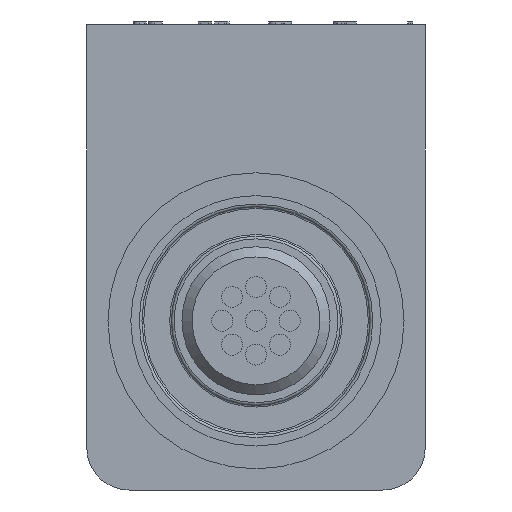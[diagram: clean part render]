
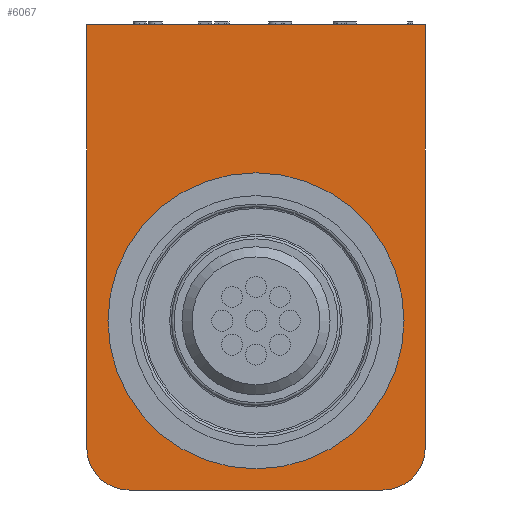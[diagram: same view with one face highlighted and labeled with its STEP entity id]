
A CAD part, front view. The second image highlights one B-rep face of the part: STEP entity #6067.
In plain terms, the highlighted planar face has unit normal (0, -1, 0).
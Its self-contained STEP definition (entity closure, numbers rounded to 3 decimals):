
#460=FACE_BOUND('',#1405,.T.);
#608=PLANE('',#6456);
#1005=FACE_OUTER_BOUND('',#1404,.T.);
#1404=EDGE_LOOP('',(#5366,#5367,#5368,#5369,#5370,#5371));
#1405=EDGE_LOOP('',(#5372));
#1832=LINE('',#17042,#2264);
#1835=LINE('',#17047,#2267);
#1838=LINE('',#17055,#2270);
#1841=LINE('',#17062,#2273);
#2264=VECTOR('',#7596,1000.);
#2267=VECTOR('',#7601,1000.);
#2270=VECTOR('',#7610,1000.);
#2273=VECTOR('',#7619,1000.);
#2366=CIRCLE('',#6230,11.113);
#2404=CIRCLE('',#6451,3.175);
#2405=CIRCLE('',#6454,3.175);
#2496=VERTEX_POINT('',#8734);
#2928=VERTEX_POINT('',#17040);
#2929=VERTEX_POINT('',#17041);
#2930=VERTEX_POINT('',#17046);
#2931=VERTEX_POINT('',#17050);
#2932=VERTEX_POINT('',#17054);
#2933=VERTEX_POINT('',#17058);
#3057=EDGE_CURVE('',#2496,#2496,#2366,.T.);
#3736=EDGE_CURVE('',#2928,#2929,#1832,.T.);
#3739=EDGE_CURVE('',#2929,#2930,#1835,.T.);
#3741=EDGE_CURVE('',#2931,#2930,#2404,.T.);
#3743=EDGE_CURVE('',#2931,#2932,#1838,.T.);
#3745=EDGE_CURVE('',#2933,#2932,#2405,.T.);
#3747=EDGE_CURVE('',#2933,#2928,#1841,.T.);
#5366=ORIENTED_EDGE('',*,*,#3747,.F.);
#5367=ORIENTED_EDGE('',*,*,#3745,.T.);
#5368=ORIENTED_EDGE('',*,*,#3743,.F.);
#5369=ORIENTED_EDGE('',*,*,#3741,.T.);
#5370=ORIENTED_EDGE('',*,*,#3739,.F.);
#5371=ORIENTED_EDGE('',*,*,#3736,.F.);
#5372=ORIENTED_EDGE('',*,*,#3057,.F.);
#6067=ADVANCED_FACE('',(#1005,#460),#608,.T.);
#6230=AXIS2_PLACEMENT_3D('',#8735,#6739,#6740);
#6451=AXIS2_PLACEMENT_3D('',#17051,#7605,#7606);
#6454=AXIS2_PLACEMENT_3D('',#17059,#7614,#7615);
#6456=AXIS2_PLACEMENT_3D('',#17063,#7620,#7621);
#6739=DIRECTION('center_axis',(0.,-1.,0.));
#6740=DIRECTION('ref_axis',(0.,0.,-1.));
#7596=DIRECTION('',(1.,0.,0.));
#7601=DIRECTION('',(0.,0.,-1.));
#7605=DIRECTION('center_axis',(0.,-1.,0.));
#7606=DIRECTION('ref_axis',(0.,0.,-1.));
#7610=DIRECTION('',(-1.,0.,0.));
#7614=DIRECTION('center_axis',(0.,-1.,0.));
#7615=DIRECTION('ref_axis',(0.,0.,-1.));
#7619=DIRECTION('',(0.,0.,1.));
#7620=DIRECTION('center_axis',(0.,-1.,0.));
#7621=DIRECTION('ref_axis',(0.,0.,-1.));
#8734=CARTESIAN_POINT('',(0.,-1.651,-11.113));
#8735=CARTESIAN_POINT('Origin',(0.,-1.651,0.));
#17040=CARTESIAN_POINT('',(-12.7,-1.651,22.225));
#17041=CARTESIAN_POINT('',(12.7,-1.651,22.225));
#17042=CARTESIAN_POINT('',(-12.7,-1.651,22.225));
#17046=CARTESIAN_POINT('',(12.7,-1.651,-9.525));
#17047=CARTESIAN_POINT('',(12.7,-1.651,22.225));
#17050=CARTESIAN_POINT('',(9.525,-1.651,-12.7));
#17051=CARTESIAN_POINT('Origin',(9.525,-1.651,-9.525));
#17054=CARTESIAN_POINT('',(-9.525,-1.651,-12.7));
#17055=CARTESIAN_POINT('',(-12.7,-1.651,-12.7));
#17058=CARTESIAN_POINT('',(-12.7,-1.651,-9.525));
#17059=CARTESIAN_POINT('Origin',(-9.525,-1.651,-9.525));
#17062=CARTESIAN_POINT('',(-12.7,-1.651,22.225));
#17063=CARTESIAN_POINT('Origin',(12.7,-1.651,-12.7));
